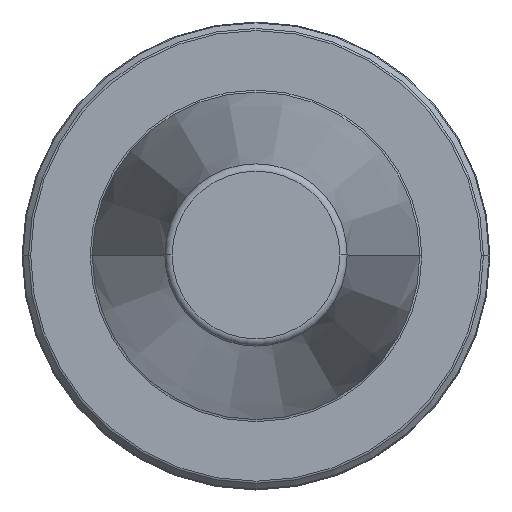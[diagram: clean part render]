
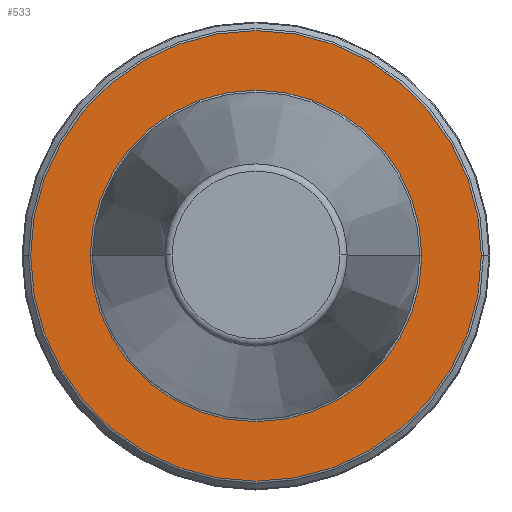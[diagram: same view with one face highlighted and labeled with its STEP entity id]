
A CAD part, top view. The second image highlights one B-rep face of the part: STEP entity #533.
In plain terms, the highlighted planar face has unit normal (0, 0, 1).
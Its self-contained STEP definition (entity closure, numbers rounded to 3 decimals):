
#16 = AXIS2_PLACEMENT_3D ( 'NONE', #873, #281, #966 ) ;
#28 = EDGE_CURVE ( 'NONE', #1252, #1221, #993, .T. ) ;
#39 = FACE_OUTER_BOUND ( 'NONE', #206, .T. ) ;
#99 = EDGE_LOOP ( 'NONE', ( #475, #647 ) ) ;
#121 = DIRECTION ( 'NONE',  ( 0., 0., 1. ) ) ;
#188 = CARTESIAN_POINT ( 'NONE',  ( 0., 0., -3.2 ) ) ;
#198 = EDGE_CURVE ( 'NONE', #1221, #1252, #1170, .T. ) ;
#206 = EDGE_LOOP ( 'NONE', ( #634, #278 ) ) ;
#222 = CARTESIAN_POINT ( 'NONE',  ( 0., 0., -3.2 ) ) ;
#249 = PLANE ( 'NONE',  #476 ) ;
#254 = CARTESIAN_POINT ( 'NONE',  ( 30.584, 0., -3.2 ) ) ;
#262 = FACE_BOUND ( 'NONE', #99, .T. ) ;
#278 = ORIENTED_EDGE ( 'NONE', *, *, #904, .T. ) ;
#281 = DIRECTION ( 'NONE',  ( 0., 0., 1. ) ) ;
#340 = CARTESIAN_POINT ( 'NONE',  ( -22.5, 0., -3.2 ) ) ;
#378 = AXIS2_PLACEMENT_3D ( 'NONE', #594, #959, #763 ) ;
#475 = ORIENTED_EDGE ( 'NONE', *, *, #28, .F. ) ;
#476 = AXIS2_PLACEMENT_3D ( 'NONE', #1216, #1023, #745 ) ;
#500 = DIRECTION ( 'NONE',  ( 1., 0., 0. ) ) ;
#533 = ADVANCED_FACE ( 'NONE', ( #39, #262 ), #249, .T. ) ;
#536 = AXIS2_PLACEMENT_3D ( 'NONE', #188, #696, #500 ) ;
#594 = CARTESIAN_POINT ( 'NONE',  ( 0., 0., -3.2 ) ) ;
#605 = AXIS2_PLACEMENT_3D ( 'NONE', #222, #121, #630 ) ;
#609 = EDGE_CURVE ( 'NONE', #995, #1149, #981, .T. ) ;
#630 = DIRECTION ( 'NONE',  ( 1., 0., 0. ) ) ;
#634 = ORIENTED_EDGE ( 'NONE', *, *, #609, .T. ) ;
#647 = ORIENTED_EDGE ( 'NONE', *, *, #198, .F. ) ;
#696 = DIRECTION ( 'NONE',  ( 0., 0., 1. ) ) ;
#745 = DIRECTION ( 'NONE',  ( 1., 0., 0. ) ) ;
#763 = DIRECTION ( 'NONE',  ( 1., 0., 0. ) ) ;
#830 = CARTESIAN_POINT ( 'NONE',  ( 22.5, 0., -3.2 ) ) ;
#843 = CIRCLE ( 'NONE', #16, 30.584 ) ;
#873 = CARTESIAN_POINT ( 'NONE',  ( 0., 0., -3.2 ) ) ;
#904 = EDGE_CURVE ( 'NONE', #1149, #995, #843, .T. ) ;
#959 = DIRECTION ( 'NONE',  ( 0., 0., 1. ) ) ;
#966 = DIRECTION ( 'NONE',  ( 1., 0., 0. ) ) ;
#981 = CIRCLE ( 'NONE', #605, 30.584 ) ;
#993 = CIRCLE ( 'NONE', #536, 22.5 ) ;
#995 = VERTEX_POINT ( 'NONE', #254 ) ;
#1023 = DIRECTION ( 'NONE',  ( 0., 0., 1. ) ) ;
#1096 = CARTESIAN_POINT ( 'NONE',  ( -30.584, 0., -3.2 ) ) ;
#1149 = VERTEX_POINT ( 'NONE', #1096 ) ;
#1170 = CIRCLE ( 'NONE', #378, 22.5 ) ;
#1216 = CARTESIAN_POINT ( 'NONE',  ( 0., 0., -3.2 ) ) ;
#1221 = VERTEX_POINT ( 'NONE', #340 ) ;
#1252 = VERTEX_POINT ( 'NONE', #830 ) ;
